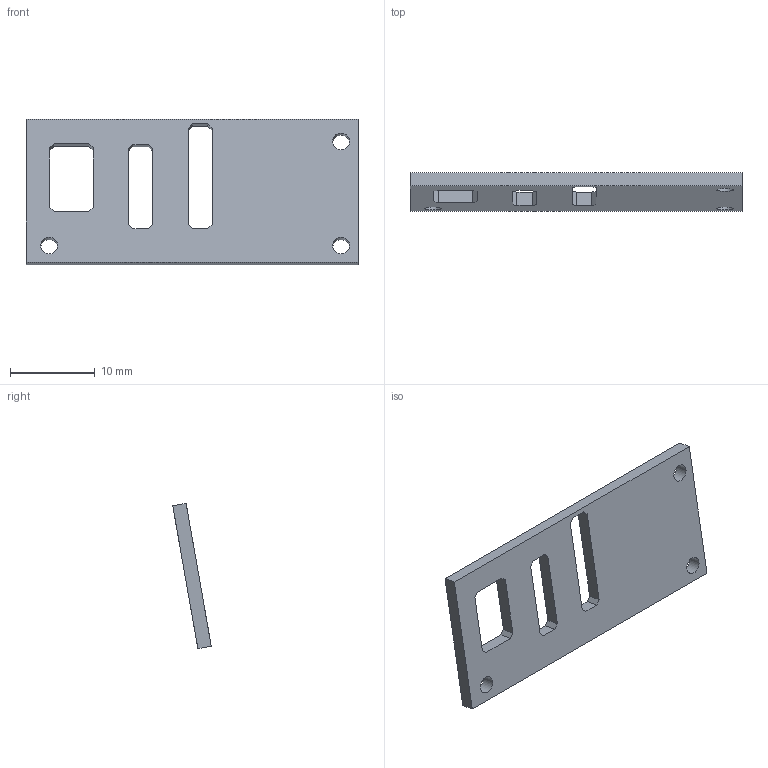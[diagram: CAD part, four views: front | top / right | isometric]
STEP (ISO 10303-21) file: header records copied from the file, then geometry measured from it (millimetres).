
FILE_DESCRIPTION(/* description */ (''),/* implementation_level */ '2;1');
FILE_NAME(/* name */ 'oled plate.step',/* time_stamp */ '2025-11-17T04:55:18-06:00',/* author */ (''),/* organization */ (''),/* preprocessor_version */ 'ST-DEVELOPER v20.1',/* originating_system */ 'Autodesk Translation Framework v14.21.0.0',/* authorisation */ '');
FILE_SCHEMA (('AUTOMOTIVE_DESIGN { 1 0 10303 214 3 1 1 }'));
Length unit declared in the file: millimetre
Products named in the file (1): oled plate
Bounding box: 39.23 x 4.55 x 17.15 mm (x, y, z)
Volume: 893 mm3; surface area: 1454.5 mm2
Topology: 1 solids, 1 shells, 33 faces, 93 edges, 62 vertices
Faces by surface type: plane 30, cylinder 3
Full cylindrical faces by diameter (mm): 2 x3
Entity records: 1110 total; most frequent: CARTESIAN_POINT 189, ORIENTED_EDGE 186, DIRECTION 167, EDGE_CURVE 93, LINE 87, VECTOR 87, VERTEX_POINT 62, EDGE_LOOP 45
